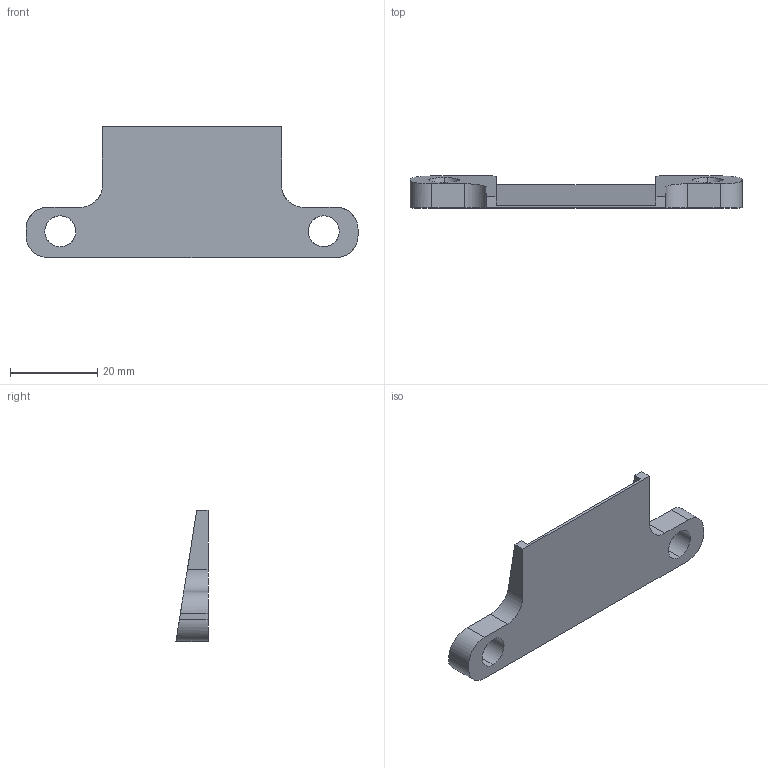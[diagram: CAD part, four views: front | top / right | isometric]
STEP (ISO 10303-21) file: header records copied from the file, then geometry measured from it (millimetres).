
FILE_DESCRIPTION (( 'STEP AP203' ), '1' );
FILE_NAME ('rulerbracket.STEP', '2015-04-18T07:28:08', ( 'Nick' ), ( '' ), 'SwSTEP 2.0', 'SolidWorks 2013', '' );
FILE_SCHEMA (( 'CONFIG_CONTROL_DESIGN' ));
Length unit declared in the file: millimetre
Products named in the file (1): rulerbracket
Bounding box: 76 x 7.34 x 30 mm (x, y, z)
Volume: 5875.8 mm3; surface area: 4435.4 mm2
Topology: 1 solids, 1 shells, 26 faces, 72 edges, 48 vertices
Faces by surface type: plane 14, cylinder 12
Entity records: 911 total; most frequent: CARTESIAN_POINT 189, ORIENTED_EDGE 144, DIRECTION 122, EDGE_CURVE 72, VERTEX_POINT 48, LINE 48, VECTOR 48, AXIS2_PLACEMENT_3D 37
